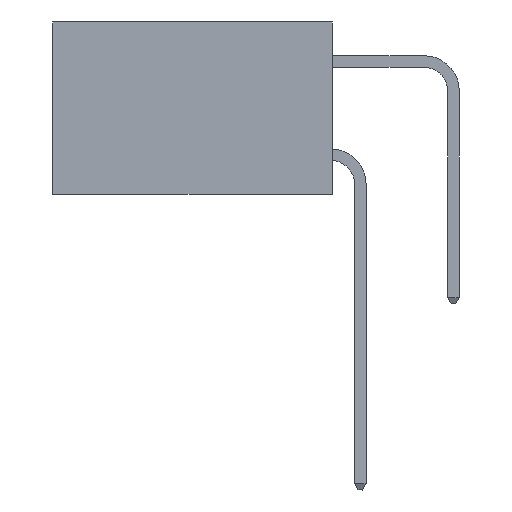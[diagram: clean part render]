
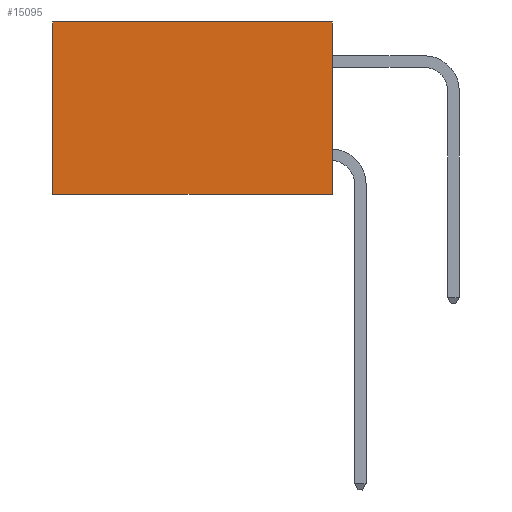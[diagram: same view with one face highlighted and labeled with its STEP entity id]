
A CAD part, left-side view. The second image highlights one B-rep face of the part: STEP entity #15095.
In plain terms, the highlighted planar face has unit normal (-1, 0, 0).
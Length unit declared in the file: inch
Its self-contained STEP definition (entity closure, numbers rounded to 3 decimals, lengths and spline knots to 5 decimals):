
#1474 = VERTEX_POINT ( 'NONE', #11592 ) ;
#1675 = LINE ( 'NONE', #23144, #13380 ) ;
#1782 = VERTEX_POINT ( 'NONE', #24143 ) ;
#2373 = ORIENTED_EDGE ( 'NONE', *, *, #20701, .F. ) ;
#2440 = AXIS2_PLACEMENT_3D ( 'NONE', #5110, #9814, #26079 ) ;
#4561 = EDGE_CURVE ( 'NONE', #1474, #5530, #13230, .T. ) ;
#4652 = CARTESIAN_POINT ( 'NONE',  ( 0.298, 0., 0. ) ) ;
#5110 = CARTESIAN_POINT ( 'NONE',  ( 0.298, 0., 0. ) ) ;
#5258 = EDGE_CURVE ( 'NONE', #1782, #12746, #1675, .T. ) ;
#5530 = VERTEX_POINT ( 'NONE', #23911 ) ;
#5732 = EDGE_CURVE ( 'NONE', #1474, #1782, #19266, .T. ) ;
#6439 = ORIENTED_EDGE ( 'NONE', *, *, #5732, .T. ) ;
#6576 = CARTESIAN_POINT ( 'NONE',  ( 0.298, 0., -0.37 ) ) ;
#7329 = FACE_OUTER_BOUND ( 'NONE', #19553, .T. ) ;
#7574 = VECTOR ( 'NONE', #27903, 39.37008 ) ;
#8807 = DIRECTION ( 'NONE',  ( 0., 1., 0. ) ) ;
#9814 = DIRECTION ( 'NONE',  ( 1., 0., 0. ) ) ;
#11592 = CARTESIAN_POINT ( 'NONE',  ( 0.298, 0., 0. ) ) ;
#12746 = VERTEX_POINT ( 'NONE', #22323 ) ;
#13230 = LINE ( 'NONE', #4652, #26305 ) ;
#13356 = VECTOR ( 'NONE', #8807, 39.37008 ) ;
#13380 = VECTOR ( 'NONE', #23422, 39.37008 ) ;
#14396 = PLANE ( 'NONE',  #2440 ) ;
#15095 = ADVANCED_FACE ( 'NONE', ( #7329 ), #14396, .F. ) ;
#17605 = ORIENTED_EDGE ( 'NONE', *, *, #5258, .T. ) ;
#19266 = LINE ( 'NONE', #29743, #7574 ) ;
#19553 = EDGE_LOOP ( 'NONE', ( #17605, #2373, #26777, #6439 ) ) ;
#19603 = LINE ( 'NONE', #6576, #13356 ) ;
#20701 = EDGE_CURVE ( 'NONE', #5530, #12746, #19603, .T. ) ;
#22323 = CARTESIAN_POINT ( 'NONE',  ( 0.298, 0.6, -0.37 ) ) ;
#23144 = CARTESIAN_POINT ( 'NONE',  ( 0.298, 0.6, 0. ) ) ;
#23198 = DIRECTION ( 'NONE',  ( 0., 0., -1. ) ) ;
#23422 = DIRECTION ( 'NONE',  ( 0., 0., -1. ) ) ;
#23911 = CARTESIAN_POINT ( 'NONE',  ( 0.298, 0., -0.37 ) ) ;
#24143 = CARTESIAN_POINT ( 'NONE',  ( 0.298, 0.6, 0. ) ) ;
#26079 = DIRECTION ( 'NONE',  ( 0., 0., -1. ) ) ;
#26305 = VECTOR ( 'NONE', #23198, 39.37008 ) ;
#26777 = ORIENTED_EDGE ( 'NONE', *, *, #4561, .F. ) ;
#27903 = DIRECTION ( 'NONE',  ( 0., 1., 0. ) ) ;
#29743 = CARTESIAN_POINT ( 'NONE',  ( 0.298, 0., 0. ) ) ;
